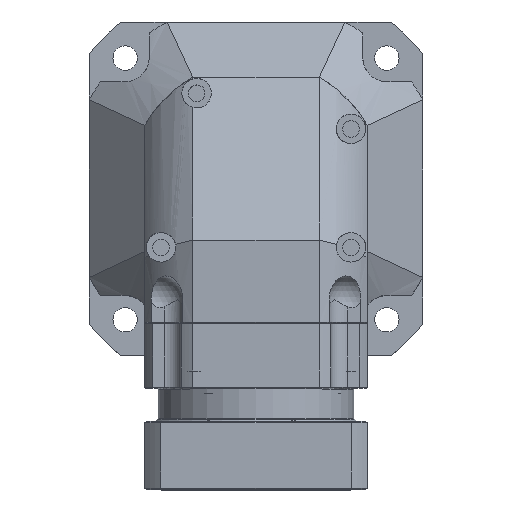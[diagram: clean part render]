
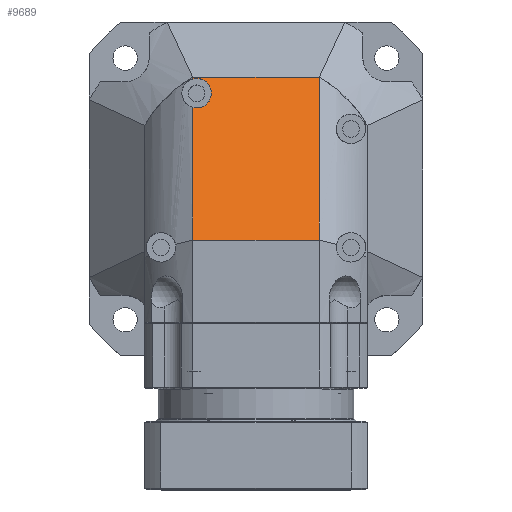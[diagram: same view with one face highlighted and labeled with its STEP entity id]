
A CAD part, top view. The second image highlights one B-rep face of the part: STEP entity #9689.
In plain terms, the highlighted face is planar.
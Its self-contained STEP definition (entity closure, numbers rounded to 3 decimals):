
#5548=CARTESIAN_POINT('',(7.,-30.,17.037));
#5950=DIRECTION('',(0.,0.,-1.));
#5951=VECTOR('',#5950,34.073);
#5952=CARTESIAN_POINT('',(7.,-30.,17.037));
#5953=LINE('',#5952,#5951);
#5954=CARTESIAN_POINT('',(-0.004,-21.653,
16.03));
#5955=CARTESIAN_POINT('',(-0.004,-21.653,
15.559));
#5956=CARTESIAN_POINT('',(0.14,-21.824,
14.54));
#5957=CARTESIAN_POINT('',(0.909,-22.741,
13.117));
#5958=CARTESIAN_POINT('',(1.902,-23.924,12.354));
#5959=CARTESIAN_POINT('',(2.747,-24.931,12.072));
#5960=CARTESIAN_POINT('',(3.353,-25.653,12.009));
#5961=CARTESIAN_POINT('',(3.959,-26.376,12.072));
#5962=CARTESIAN_POINT('',(4.804,-27.382,12.354));
#5963=CARTESIAN_POINT('',(5.796,-28.566,13.117));
#5964=CARTESIAN_POINT('',(6.566,-29.483,14.54));
#5965=CARTESIAN_POINT('',(6.709,-29.653,15.559));
#5966=CARTESIAN_POINT('',(6.709,-29.653,16.03));
#5968=CARTESIAN_POINT('',(6.709,-29.653,16.03));
#5969=CARTESIAN_POINT('',(6.709,-29.653,16.375));
#5970=CARTESIAN_POINT('',(6.672,-29.61,16.71));
#5971=CARTESIAN_POINT('',(6.601,-29.525,17.037));
#5973=DIRECTION('',(0.643,-0.766,0.));
#5974=VECTOR('',#5973,0.62);
#5975=CARTESIAN_POINT('',(6.601,-29.525,17.037));
#5976=LINE('',#5975,#5974);
#5977=DIRECTION('',(-0.643,0.766,0.));
#5978=VECTOR('',#5977,57.562);
#5979=CARTESIAN_POINT('',(7.,-30.,-17.037));
#5980=LINE('',#5979,#5978);
#5981=DIRECTION('',(0.643,-0.766,0.));
#5982=VECTOR('',#5981,46.834);
#5983=CARTESIAN_POINT('',(-30.,14.095,17.037));
#5984=LINE('',#5983,#5982);
#5985=CARTESIAN_POINT('',(0.104,-21.782,
17.037));
#5986=CARTESIAN_POINT('',(0.033,-21.697,
16.71));
#5987=CARTESIAN_POINT('',(-0.004,-21.653,
16.375));
#5988=CARTESIAN_POINT('',(-0.004,-21.653,
16.03));
#6026=CARTESIAN_POINT('',(0.104,-21.782,
17.037));
#6766=DIRECTION('',(0.,0.,1.));
#6767=VECTOR('',#6766,34.073);
#6768=CARTESIAN_POINT('',(-30.,14.095,-17.037));
#6769=LINE('',#6768,#6767);
#8138=VERTEX_POINT('',#5954);
#8139=VERTEX_POINT('',#5966);
#8140=VERTEX_POINT('',#5971);
#8177=VERTEX_POINT('',#5548);
#8182=CARTESIAN_POINT('',(7.,-30.,-17.037));
#8183=CARTESIAN_POINT('',(-30.,14.095,-17.037));
#8184=VERTEX_POINT('',#8182);
#8185=VERTEX_POINT('',#8183);
#8186=CARTESIAN_POINT('',(-30.,14.095,17.037));
#8187=VERTEX_POINT('',#8186);
#8254=VERTEX_POINT('',#6026);
#9667=CARTESIAN_POINT('',(7.,-30.,42.));
#9668=DIRECTION('',(0.766,0.643,0.));
#9669=DIRECTION('',(-0.643,0.766,0.));
#9670=AXIS2_PLACEMENT_3D('',#9667,#9668,#9669);
#9671=PLANE('',#9670);
#9673=ORIENTED_EDGE('',*,*,#9672,.T.);
#9675=ORIENTED_EDGE('',*,*,#9674,.T.);
#9677=ORIENTED_EDGE('',*,*,#9676,.T.);
#9678=ORIENTED_EDGE('',*,*,#9660,.T.);
#9680=ORIENTED_EDGE('',*,*,#9679,.T.);
#9682=ORIENTED_EDGE('',*,*,#9681,.T.);
#9684=ORIENTED_EDGE('',*,*,#9683,.T.);
#9686=ORIENTED_EDGE('',*,*,#9685,.T.);
#9687=EDGE_LOOP('',(#9673,#9675,#9677,#9678,#9680,#9682,#9684,#9686));
#9688=FACE_OUTER_BOUND('',#9687,.F.);
#9689=ADVANCED_FACE('',(#9688),#9671,.F.);
#5967=B_SPLINE_CURVE_WITH_KNOTS('',3,(#5954,#5955,#5956,#5957,#5958,#5959,#5960,
#5961,#5962,#5963,#5964,#5965,#5966),.UNSPECIFIED.,.F.,.F.,(4,1,1,1,1,1,1,1,1,1,
4),(0.,0.125,0.25,0.375,0.438,0.5,0.563,0.625,0.75,0.875,
1.),.UNSPECIFIED.);
#5972=B_SPLINE_CURVE_WITH_KNOTS('',3,(#5968,#5969,#5970,#5971),.UNSPECIFIED.,
.F.,.F.,(4,4),(0.,1.),.UNSPECIFIED.);
#5989=B_SPLINE_CURVE_WITH_KNOTS('',3,(#5985,#5986,#5987,#5988),.UNSPECIFIED.,
.F.,.F.,(4,4),(0.,1.),.UNSPECIFIED.);
#9660=EDGE_CURVE('',#8177,#8184,#5953,.T.);
#9672=EDGE_CURVE('',#8138,#8139,#5967,.T.);
#9674=EDGE_CURVE('',#8139,#8140,#5972,.T.);
#9676=EDGE_CURVE('',#8140,#8177,#5976,.T.);
#9679=EDGE_CURVE('',#8184,#8185,#5980,.T.);
#9681=EDGE_CURVE('',#8185,#8187,#6769,.T.);
#9683=EDGE_CURVE('',#8187,#8254,#5984,.T.);
#9685=EDGE_CURVE('',#8254,#8138,#5989,.T.);
